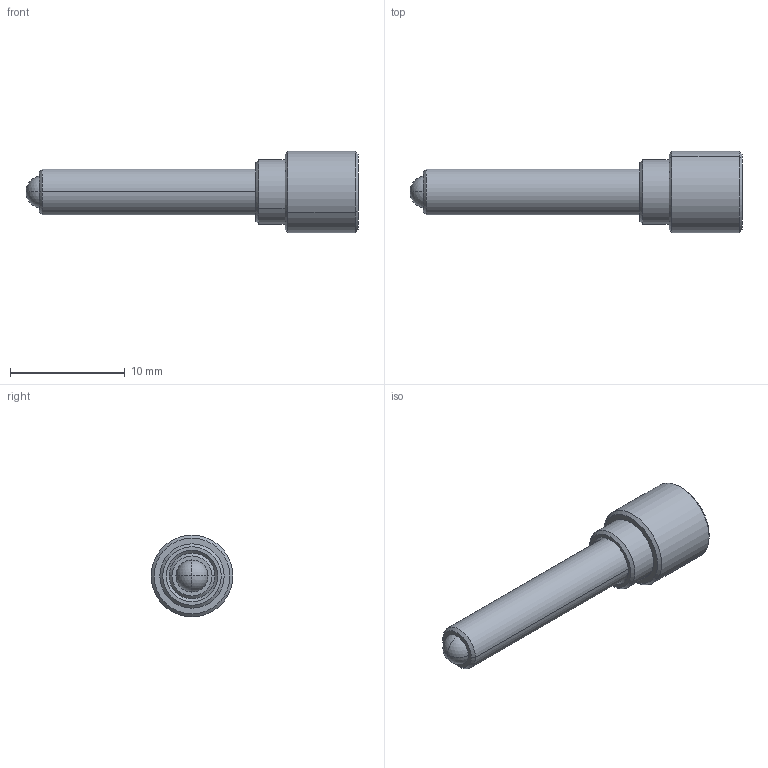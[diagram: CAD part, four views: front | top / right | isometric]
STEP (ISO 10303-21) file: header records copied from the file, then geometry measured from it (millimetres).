
FILE_DESCRIPTION (( 'STEP AP214' ), '1' );
FILE_NAME ('TTN175599-E0W.STEP', '2019-02-19T19:05:04', ( '' ), ( '' ), 'SwSTEP 2.0', 'SolidWorks 2018', '' );
FILE_SCHEMA (( 'AUTOMOTIVE_DESIGN' ));
Length unit declared in the file: inch
Products named in the file (1): TTN175599-E0W
Bounding box: 28.89 x 7.11 x 7.11 mm (x, y, z)
Volume: 520.3 mm3; surface area: 685.1 mm2
Topology: 3 solids, 3 shells, 50 faces, 112 edges, 67 vertices
Faces by surface type: cone 20, plane 14, cylinder 12, sphere 4
Entity records: 2070 total; most frequent: CARTESIAN_POINT 258, DIRECTION 248, ORIENTED_EDGE 208, EDGE_CURVE 104, AXIS2_PLACEMENT_3D 99, VERTEX_POINT 65, UNCERTAINTY_MEASURE_WITH_UNIT 55, LENGTH_MEASURE_WITH_UNIT 55
